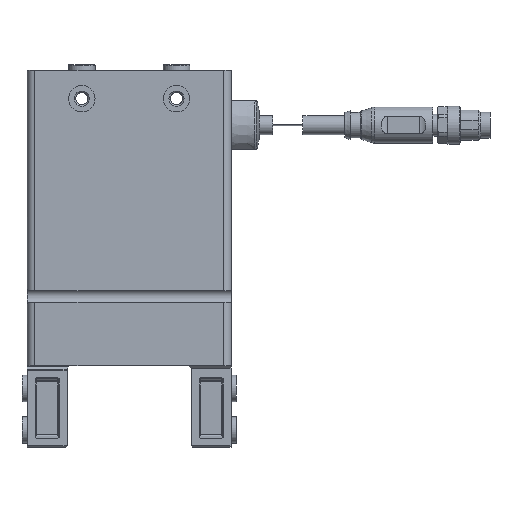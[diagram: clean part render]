
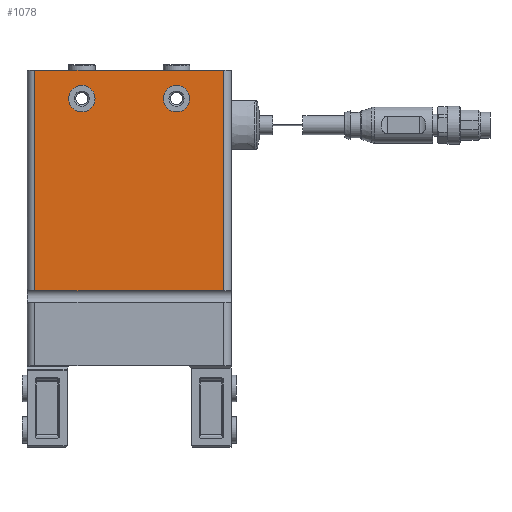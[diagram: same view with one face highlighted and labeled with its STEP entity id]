
A CAD part, top view. The second image highlights one B-rep face of the part: STEP entity #1078.
In plain terms, the highlighted face is planar.
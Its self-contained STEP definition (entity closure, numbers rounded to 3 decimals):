
#1078 = ADVANCED_FACE( '', ( #2406, #2407, #2408 ), #2409, .F. );
#2406 = FACE_BOUND( '', #4068, .T. );
#2407 = FACE_BOUND( '', #4069, .T. );
#2408 = FACE_OUTER_BOUND( '', #4070, .T. );
#2409 = PLANE( '', #4071 );
#4068 = EDGE_LOOP( '', ( #6994 ) );
#4069 = EDGE_LOOP( '', ( #6995 ) );
#4070 = EDGE_LOOP( '', ( #6996, #6997, #6998, #6999 ) );
#4071 = AXIS2_PLACEMENT_3D( '', #7000, #7001, #7002 );
#6994 = ORIENTED_EDGE( '', *, *, #9476, .F. );
#6995 = ORIENTED_EDGE( '', *, *, #10119, .F. );
#6996 = ORIENTED_EDGE( '', *, *, #9827, .F. );
#6997 = ORIENTED_EDGE( '', *, *, #9518, .T. );
#6998 = ORIENTED_EDGE( '', *, *, #10120, .T. );
#6999 = ORIENTED_EDGE( '', *, *, #9839, .F. );
#7000 = CARTESIAN_POINT( '', ( 24.9, 78., -13. ) );
#7001 = DIRECTION( '', ( 0., 0., 1. ) );
#7002 = DIRECTION( '', ( 1., 0., 0. ) );
#9476 = EDGE_CURVE( '', #11387, #11387, #11388, .T. );
#9518 = EDGE_CURVE( '', #11452, #11450, #11453, .T. );
#9827 = EDGE_CURVE( '', #11452, #11954, #11956, .T. );
#9839 = EDGE_CURVE( '', #11954, #11975, #11976, .T. );
#10119 = EDGE_CURVE( '', #12356, #12356, #12357, .T. );
#10120 = EDGE_CURVE( '', #11450, #11975, #12358, .T. );
#11387 = VERTEX_POINT( '', #14070 );
#11388 = CIRCLE( '', #14071, 3.5 );
#11450 = VERTEX_POINT( '', #14157 );
#11452 = VERTEX_POINT( '', #14159 );
#11453 = LINE( '', #14160, #14161 );
#11954 = VERTEX_POINT( '', #14906 );
#11956 = LINE( '', #14908, #14909 );
#11975 = VERTEX_POINT( '', #14935 );
#11976 = LINE( '', #14936, #14937 );
#12356 = VERTEX_POINT( '', #15559 );
#12357 = CIRCLE( '', #15560, 3.5 );
#12358 = LINE( '', #15561, #15562 );
#14070 = CARTESIAN_POINT( '', ( 9., 7.5, -13. ) );
#14071 = AXIS2_PLACEMENT_3D( '', #16977, #16978, #16979 );
#14157 = CARTESIAN_POINT( '', ( 24.9, 0., -13. ) );
#14159 = CARTESIAN_POINT( '', ( 24.9, 58.25, -13. ) );
#14160 = CARTESIAN_POINT( '', ( 24.9, 78., -13. ) );
#14161 = VECTOR( '', #17020, 1000. );
#14906 = CARTESIAN_POINT( '', ( -24.9, 58.25, -13. ) );
#14908 = CARTESIAN_POINT( '', ( 24.9, 58.25, -13. ) );
#14909 = VECTOR( '', #17368, 1000. );
#14935 = CARTESIAN_POINT( '', ( -24.9, 0., -13. ) );
#14936 = CARTESIAN_POINT( '', ( -24.9, 78., -13. ) );
#14937 = VECTOR( '', #17379, 1000. );
#15559 = CARTESIAN_POINT( '', ( -16., 7.5, -13. ) );
#15560 = AXIS2_PLACEMENT_3D( '', #17674, #17675, #17676 );
#15561 = CARTESIAN_POINT( '', ( 24.9, 0., -13. ) );
#15562 = VECTOR( '', #17677, 1000. );
#16977 = CARTESIAN_POINT( '', ( 12.5, 7.5, -13. ) );
#16978 = DIRECTION( '', ( 0., 0., -1. ) );
#16979 = DIRECTION( '', ( -1., 0., 0. ) );
#17020 = DIRECTION( '', ( 0., -1., 0. ) );
#17368 = DIRECTION( '', ( -1., 0., 0. ) );
#17379 = DIRECTION( '', ( 0., -1., 0. ) );
#17674 = CARTESIAN_POINT( '', ( -12.5, 7.5, -13. ) );
#17675 = DIRECTION( '', ( 0., 0., -1. ) );
#17676 = DIRECTION( '', ( -1., 0., 0. ) );
#17677 = DIRECTION( '', ( -1., 0., 0. ) );
